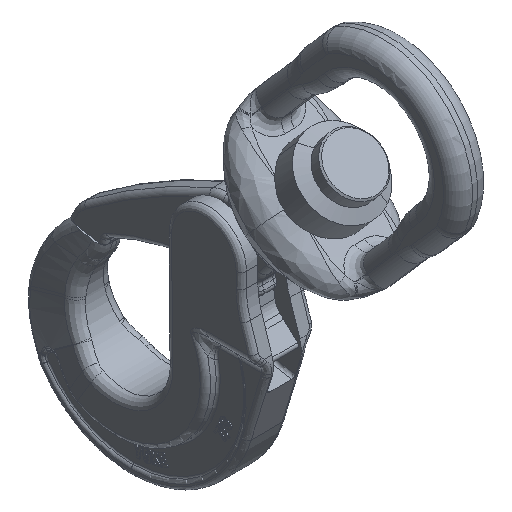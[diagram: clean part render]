
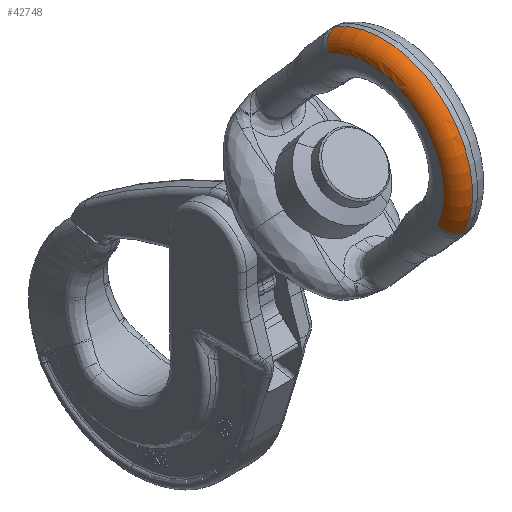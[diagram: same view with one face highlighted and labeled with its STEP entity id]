
A CAD part, isometric view. The second image highlights one B-rep face of the part: STEP entity #42748.
In plain terms, the highlighted toroidal (fillet/blend) face has major radius 72.714 mm and minor radius 14 mm.
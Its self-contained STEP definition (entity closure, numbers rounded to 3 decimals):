
#41953=AXIS2_PLACEMENT_3D('Circle Axis2P3D',#41951,#41952,$) ;
#41960=AXIS2_PLACEMENT_3D('Circle Axis2P3D',#41958,#41959,$) ;
#42714=AXIS2_PLACEMENT_3D('Circle Axis2P3D',#42712,#42713,$) ;
#42727=AXIS2_PLACEMENT_3D('Torus Axis2P3D',#42724,#42725,#42726) ;
#42731=AXIS2_PLACEMENT_3D('Circle Axis2P3D',#42729,#42730,$) ;
#42738=AXIS2_PLACEMENT_3D('Circle Axis2P3D',#42736,#42737,$) ;
#41948=CARTESIAN_POINT('Vertex',(-16.5,-212.677,122.803)) ;
#41951=CARTESIAN_POINT('Axis2P3D Location',(-16.5,-146.121,152.088)) ;
#41955=CARTESIAN_POINT('Vertex',(-16.5,-193.825,206.966)) ;
#41958=CARTESIAN_POINT('Axis2P3D Location',(-16.5,-146.121,152.088)) ;
#41962=CARTESIAN_POINT('Vertex',(-16.5,-107.858,213.921)) ;
#42709=CARTESIAN_POINT('Vertex',(-2.5,-225.491,117.165)) ;
#42712=CARTESIAN_POINT('Axis2P3D Location',(-2.5,-212.677,122.803)) ;
#42724=CARTESIAN_POINT('Axis2P3D Location',(-2.5,-146.121,152.088)) ;
#42729=CARTESIAN_POINT('Axis2P3D Location',(-2.5,-107.858,213.921)) ;
#42733=CARTESIAN_POINT('Vertex',(-2.5,-100.491,225.826)) ;
#42736=CARTESIAN_POINT('Axis2P3D Location',(-2.5,-146.121,152.088)) ;
#41952=DIRECTION('Axis2P3D Direction',(1.,0.,0.)) ;
#41959=DIRECTION('Axis2P3D Direction',(1.,0.,0.)) ;
#42713=DIRECTION('Axis2P3D Direction',(0.,0.403,-0.915)) ;
#42725=DIRECTION('Axis2P3D Direction',(-1.,0.,0.)) ;
#42726=DIRECTION('Axis2P3D XDirection',(0.,0.976,-0.219)) ;
#42730=DIRECTION('Axis2P3D Direction',(0.,-0.85,0.526)) ;
#42737=DIRECTION('Axis2P3D Direction',(1.,-0.,0.)) ;
#42742=ORIENTED_EDGE('',*,*,#42735,.F.) ;
#42743=ORIENTED_EDGE('',*,*,#41964,.F.) ;
#42744=ORIENTED_EDGE('',*,*,#41957,.T.) ;
#42745=ORIENTED_EDGE('',*,*,#42716,.T.) ;
#42746=ORIENTED_EDGE('',*,*,#42740,.T.) ;
#42748=ADVANCED_FACE('\X2\672C9AD4\X0\.2',(#42747),#42728,.T.) ;
#41954=CIRCLE('generated circle',#41953,72.714) ;
#41961=CIRCLE('generated circle',#41960,72.714) ;
#42715=CIRCLE('generated circle',#42714,14.) ;
#42732=CIRCLE('generated circle',#42731,14.) ;
#42739=CIRCLE('generated circle',#42738,86.714) ;
#42728=TOROIDAL_SURFACE('homeo Torus',#42727,72.714,14.) ;
#41957=EDGE_CURVE('',#41956,#41949,#41954,.T.) ;
#41964=EDGE_CURVE('',#41956,#41963,#41961,.F.) ;
#42716=EDGE_CURVE('',#41949,#42710,#42715,.F.) ;
#42735=EDGE_CURVE('',#41963,#42734,#42732,.F.) ;
#42740=EDGE_CURVE('',#42710,#42734,#42739,.F.) ;
#42741=EDGE_LOOP('',(#42742,#42743,#42744,#42745,#42746)) ;
#42747=FACE_OUTER_BOUND('',#42741,.T.) ;
#41949=VERTEX_POINT('',#41948) ;
#41956=VERTEX_POINT('',#41955) ;
#41963=VERTEX_POINT('',#41962) ;
#42710=VERTEX_POINT('',#42709) ;
#42734=VERTEX_POINT('',#42733) ;
